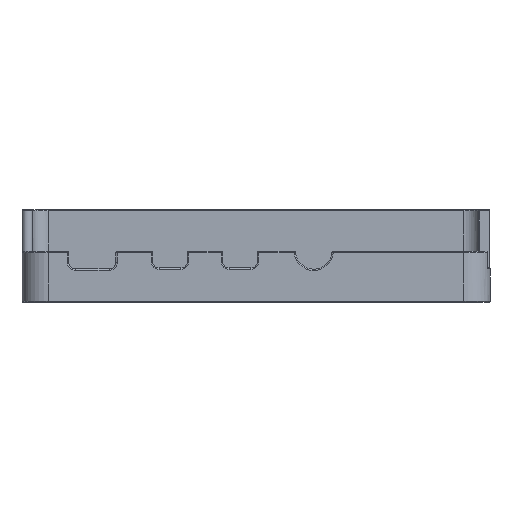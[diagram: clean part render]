
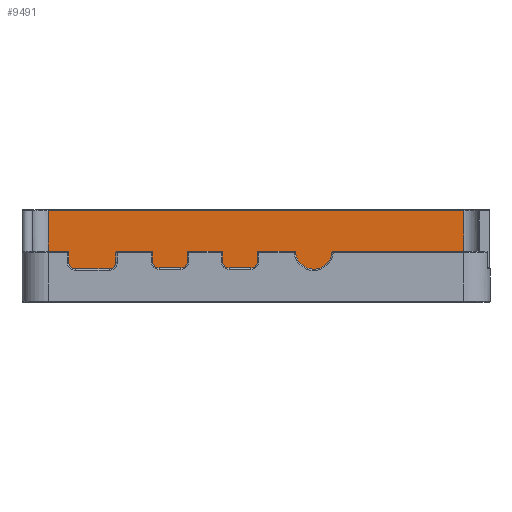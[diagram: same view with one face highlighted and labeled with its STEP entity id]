
A CAD part, front view. The second image highlights one B-rep face of the part: STEP entity #9491.
In plain terms, the highlighted planar face has unit normal (0, -1, 0).
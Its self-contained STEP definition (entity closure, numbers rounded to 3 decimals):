
#310=B_SPLINE_CURVE_WITH_KNOTS('',3,(#17026,#17027,#17028,#17029,#17030,
#17031,#17032,#17033,#17034,#17035,#17036,#17037,#17038,#17039,#17040,#17041,
#17042),.UNSPECIFIED.,.F.,.F.,(4,1,1,1,1,1,1,1,1,1,1,1,1,1,4),(-0.794,
-0.681,-0.567,-0.51,-0.454,
-0.425,-0.397,-0.34,-0.326,
-0.312,-0.284,-0.255,-0.227,
-0.113,0.),.UNSPECIFIED.);
#311=B_SPLINE_CURVE_WITH_KNOTS('',3,(#17133,#17134,#17135,#17136,#17137,
#17138,#17139,#17140,#17141,#17142,#17143,#17144),.UNSPECIFIED.,.F.,.F.,
(4,1,1,1,1,1,1,1,1,4),(-0.47,-0.335,-0.268,
-0.235,-0.218,-0.201,-0.134,
-0.067,-0.05,0.),.UNSPECIFIED.);
#451=PLANE('',#10663);
#991=FACE_OUTER_BOUND('',#1630,.T.);
#1630=EDGE_LOOP('',(#8395,#8396,#8397,#8398,#8399,#8400,#8401));
#1841=LINE('',#14411,#2564);
#1957=LINE('',#14990,#2680);
#2370=LINE('',#16905,#3093);
#2371=LINE('',#17047,#3094);
#2383=LINE('',#17692,#3106);
#2564=VECTOR('',#11098,10.);
#2680=VECTOR('',#11612,10.);
#3093=VECTOR('',#13471,10.);
#3094=VECTOR('',#13478,10.);
#3106=VECTOR('',#13570,10.);
#3981=VERTEX_POINT('',#14408);
#3982=VERTEX_POINT('',#14410);
#4121=VERTEX_POINT('',#14988);
#4552=VERTEX_POINT('',#16903);
#4553=VERTEX_POINT('',#17025);
#4554=VERTEX_POINT('',#17045);
#4555=VERTEX_POINT('',#17132);
#4813=EDGE_CURVE('',#3982,#3981,#1841,.T.);
#5047=EDGE_CURVE('',#4121,#3981,#1957,.T.);
#5855=EDGE_CURVE('',#3982,#4552,#2370,.T.);
#5856=EDGE_CURVE('',#4552,#4553,#310,.T.);
#5859=EDGE_CURVE('',#4553,#4554,#2371,.T.);
#5860=EDGE_CURVE('',#4554,#4555,#311,.T.);
#5897=EDGE_CURVE('',#4555,#4121,#2383,.T.);
#8395=ORIENTED_EDGE('',*,*,#5047,.F.);
#8396=ORIENTED_EDGE('',*,*,#5897,.F.);
#8397=ORIENTED_EDGE('',*,*,#5860,.F.);
#8398=ORIENTED_EDGE('',*,*,#5859,.F.);
#8399=ORIENTED_EDGE('',*,*,#5856,.F.);
#8400=ORIENTED_EDGE('',*,*,#5855,.F.);
#8401=ORIENTED_EDGE('',*,*,#4813,.T.);
#9491=ADVANCED_FACE('',(#991),#451,.T.);
#10663=AXIS2_PLACEMENT_3D('',#17693,#13571,#13572);
#11098=DIRECTION('',(0.,0.,1.));
#11612=DIRECTION('',(1.,0.,0.));
#13471=DIRECTION('',(-1.,0.,0.));
#13478=DIRECTION('',(-1.,0.,0.));
#13570=DIRECTION('',(0.,0.,1.));
#13571=DIRECTION('center_axis',(0.,-1.,0.));
#13572=DIRECTION('ref_axis',(1.,0.,0.));
#14408=CARTESIAN_POINT('',(78.7,-3.4,-38.59));
#14410=CARTESIAN_POINT('',(78.7,-3.4,-52.85));
#14411=CARTESIAN_POINT('',(78.7,-3.4,-55.1));
#14988=CARTESIAN_POINT('',(-0.7,-3.4,-38.59));
#14990=CARTESIAN_POINT('',(19.15,-3.4,-38.59));
#16903=CARTESIAN_POINT('',(61.756,-3.4,-52.85));
#16905=CARTESIAN_POINT('',(19.15,-3.4,-52.85));
#17025=CARTESIAN_POINT('',(54.244,-3.4,-52.85));
#17026=CARTESIAN_POINT('Ctrl Pts',(61.756,-3.4,-52.85));
#17027=CARTESIAN_POINT('Ctrl Pts',(61.378,-3.4,-52.85));
#17028=CARTESIAN_POINT('Ctrl Pts',(60.626,-3.4,-52.718));
#17029=CARTESIAN_POINT('Ctrl Pts',(59.751,-3.4,-52.354));
#17030=CARTESIAN_POINT('Ctrl Pts',(59.073,-3.4,-52.021));
#17031=CARTESIAN_POINT('Ctrl Pts',(58.645,-3.4,-51.82));
#17032=CARTESIAN_POINT('Ctrl Pts',(58.284,-3.4,-51.706));
#17033=CARTESIAN_POINT('Ctrl Pts',(57.905,-3.4,-51.66));
#17034=CARTESIAN_POINT('Ctrl Pts',(57.577,-3.4,-51.742));
#17035=CARTESIAN_POINT('Ctrl Pts',(57.314,-3.4,-51.846));
#17036=CARTESIAN_POINT('Ctrl Pts',(57.141,-3.4,-51.921));
#17037=CARTESIAN_POINT('Ctrl Pts',(56.928,-3.4,-52.022));
#17038=CARTESIAN_POINT('Ctrl Pts',(56.673,-3.4,-52.145));
#17039=CARTESIAN_POINT('Ctrl Pts',(56.161,-3.4,-52.39));
#17040=CARTESIAN_POINT('Ctrl Pts',(55.374,-3.4,-52.718));
#17041=CARTESIAN_POINT('Ctrl Pts',(54.622,-3.4,-52.85));
#17042=CARTESIAN_POINT('Ctrl Pts',(54.244,-3.4,-52.85));
#17045=CARTESIAN_POINT('',(3.756,-3.4,-52.85));
#17047=CARTESIAN_POINT('',(19.15,-3.4,-52.85));
#17132=CARTESIAN_POINT('',(-0.7,-3.4,-51.853));
#17133=CARTESIAN_POINT('Ctrl Pts',(3.756,-3.4,-52.85));
#17134=CARTESIAN_POINT('Ctrl Pts',(3.309,-3.4,-52.85));
#17135=CARTESIAN_POINT('Ctrl Pts',(2.644,-3.4,-52.712));
#17136=CARTESIAN_POINT('Ctrl Pts',(1.917,-3.4,-52.422));
#17137=CARTESIAN_POINT('Ctrl Pts',(1.562,-3.4,-52.259));
#17138=CARTESIAN_POINT('Ctrl Pts',(1.36,-3.4,-52.162));
#17139=CARTESIAN_POINT('Ctrl Pts',(1.058,-3.4,-52.017));
#17140=CARTESIAN_POINT('Ctrl Pts',(0.609,-3.4,
-51.792));
#17141=CARTESIAN_POINT('Ctrl Pts',(0.114,-3.4,
-51.659));
#17142=CARTESIAN_POINT('Ctrl Pts',(-0.334,-3.4,
-51.713));
#17143=CARTESIAN_POINT('Ctrl Pts',(-0.545,-3.4,
-51.788));
#17144=CARTESIAN_POINT('Ctrl Pts',(-0.7,-3.4,
-51.853));
#17692=CARTESIAN_POINT('',(-0.7,-3.4,-55.1));
#17693=CARTESIAN_POINT('Origin',(-0.7,-3.4,-55.1));
